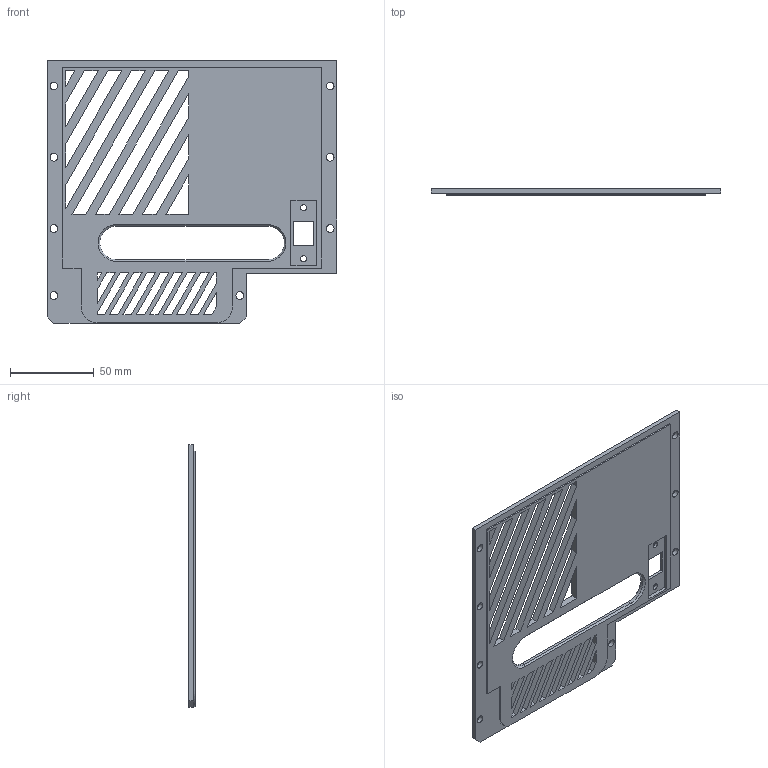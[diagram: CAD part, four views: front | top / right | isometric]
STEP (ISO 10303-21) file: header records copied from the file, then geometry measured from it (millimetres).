
FILE_DESCRIPTION(/* description */ (''),/* implementation_level */ '2;1');
FILE_NAME(/* name */ 'Rear Panel - Generic Panel USB A.step',/* time_stamp */ '2022-07-19T01:00:48-05:00',/* author */ (''),/* organization */ (''),/* preprocessor_version */ 'ST-DEVELOPER v19',/* originating_system */ 'Autodesk Translation Framework v11.7.0.108',/* authorisation */ '');
FILE_SCHEMA (('AUTOMOTIVE_DESIGN { 1 0 10303 214 3 1 1 }'));
Length unit declared in the file: millimetre
Products named in the file (1): Rear Panel - Generic Panel USB A
Bounding box: 172.55 x 3.8 x 156.8 mm (x, y, z)
Volume: 64084.7 mm3; surface area: 47106.8 mm2
Topology: 1 solids, 1 shells, 133 faces, 379 edges, 250 vertices
Faces by surface type: plane 115, cylinder 14, cone 4
Full cylindrical faces by diameter (mm): 3.6 x2, 4.6 x8
Entity records: 4429 total; most frequent: CARTESIAN_POINT 763, ORIENTED_EDGE 758, DIRECTION 679, EDGE_CURVE 379, LINE 347, VECTOR 347, VERTEX_POINT 250, EDGE_LOOP 199
